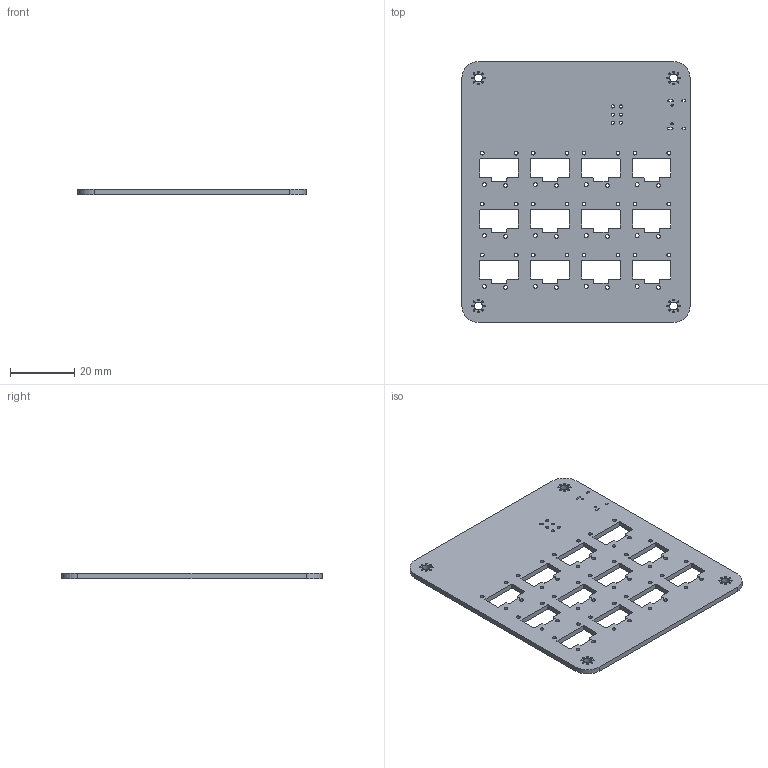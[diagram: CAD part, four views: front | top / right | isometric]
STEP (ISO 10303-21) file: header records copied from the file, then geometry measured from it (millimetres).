
FILE_DESCRIPTION(('KiCad electronic assembly'),'2;1');
FILE_NAME('kailh-keys - 3Dprint45.step','2021-04-06T10:06:54',( 'An Author'),('A Company'),'Open CASCADE STEP processor 6.9', 'KiCad to STEP converter','Unknown');
FILE_SCHEMA(('AUTOMOTIVE_DESIGN { 1 0 10303 214 1 1 1 1 }'));
Length unit declared in the file: millimetre
Products named in the file (2): Open CASCADE STEP translator 6.9 1; COMPOUND
Assembly tree (1 placements, depth 2):
  Open CASCADE STEP translator 6.9 1
    COMPOUND
Bounding box: 71.12 x 81.28 x 1.6 mm (x, y, z)
Volume: 7605 mm3; surface area: 11174.5 mm2
Topology: 1 solids, 1 shells, 310 faces, 924 edges, 616 vertices
Faces by surface type: cylinder 200, plane 110
Full cylindrical faces by diameter (mm): 0.5 x32, 0.65 x2, 1 x6, 1.2 x48, 2.5 x4
Entity records: 23079 total; most frequent: DIRECTION 3796, CARTESIAN_POINT 3700, LINE 1972, VECTOR 1972, ORIENTED_EDGE 1848, PCURVE 1848, DEFINITIONAL_REPRESENTATION 1848, EDGE_CURVE 924
